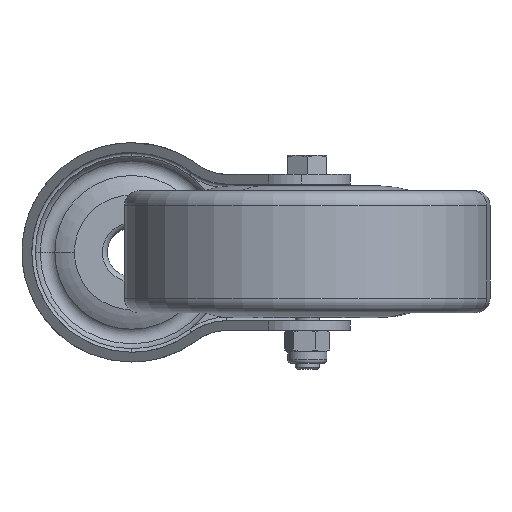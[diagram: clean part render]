
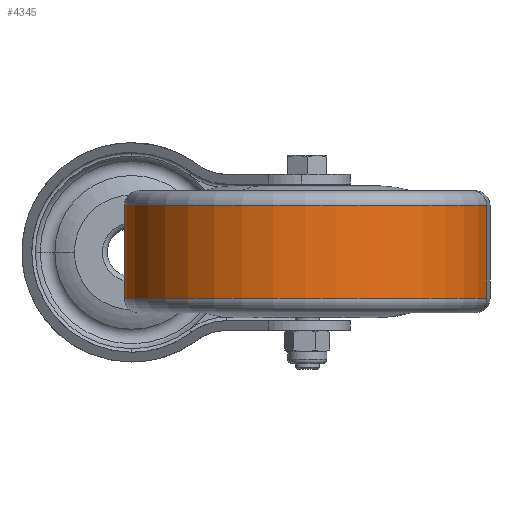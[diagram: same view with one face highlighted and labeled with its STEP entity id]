
A CAD part, front view. The second image highlights one B-rep face of the part: STEP entity #4345.
In plain terms, the highlighted cylindrical face has radius 37.5 mm (diameter 75 mm), a partial arc.
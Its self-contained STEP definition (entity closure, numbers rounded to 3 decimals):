
#171 = CARTESIAN_POINT ( 'NONE',  ( 72.834, -61.038, -9.389 ) ) ;
#258 = VERTEX_POINT ( 'NONE', #171 ) ;
#451 = CIRCLE ( 'NONE', #3082, 37.5 ) ;
#493 = DIRECTION ( 'NONE',  ( 0., 0., -1. ) ) ;
#855 = VECTOR ( 'NONE', #1568, 1000. ) ;
#902 = VERTEX_POINT ( 'NONE', #2006 ) ;
#1417 = EDGE_CURVE ( 'NONE', #4635, #258, #4095, .T. ) ;
#1568 = DIRECTION ( 'NONE',  ( 0., 0., -1. ) ) ;
#1625 = AXIS2_PLACEMENT_3D ( 'NONE', #4570, #4593, #5041 ) ;
#1715 = DIRECTION ( 'NONE',  ( -0.982, 0.188, 0. ) ) ;
#1758 = CARTESIAN_POINT ( 'NONE',  ( -0.834, -46.962, -9.389 ) ) ;
#2006 = CARTESIAN_POINT ( 'NONE',  ( -0.834, -46.962, 9.611 ) ) ;
#2065 = CYLINDRICAL_SURFACE ( 'NONE', #1625, 37.5 ) ;
#2180 = LINE ( 'NONE', #3155, #3931 ) ;
#2385 = ORIENTED_EDGE ( 'NONE', *, *, #4956, .T. ) ;
#2441 = VERTEX_POINT ( 'NONE', #4102 ) ;
#2530 = CARTESIAN_POINT ( 'NONE',  ( 36., -54., 9.611 ) ) ;
#2637 = DIRECTION ( 'NONE',  ( 0.982, -0.188, 0. ) ) ;
#2814 = EDGE_CURVE ( 'NONE', #2441, #258, #2180, .T. ) ;
#3033 = DIRECTION ( 'NONE',  ( 0., 0., -1. ) ) ;
#3079 = DIRECTION ( 'NONE',  ( 0., 0., 1. ) ) ;
#3082 = AXIS2_PLACEMENT_3D ( 'NONE', #2530, #3033, #1715 ) ;
#3155 = CARTESIAN_POINT ( 'NONE',  ( 72.834, -61.038, -9.889 ) ) ;
#3463 = ORIENTED_EDGE ( 'NONE', *, *, #1417, .T. ) ;
#3864 = CARTESIAN_POINT ( 'NONE',  ( -0.834, -46.962, -9.889 ) ) ;
#3931 = VECTOR ( 'NONE', #493, 1000. ) ;
#4095 = CIRCLE ( 'NONE', #4894, 37.5 ) ;
#4102 = CARTESIAN_POINT ( 'NONE',  ( 72.834, -61.038, 9.611 ) ) ;
#4345 = ADVANCED_FACE ( 'NONE', ( #4867 ), #2065, .T. ) ;
#4570 = CARTESIAN_POINT ( 'NONE',  ( 36., -54., -9.889 ) ) ;
#4593 = DIRECTION ( 'NONE',  ( 0., 0., -1. ) ) ;
#4635 = VERTEX_POINT ( 'NONE', #1758 ) ;
#4774 = ORIENTED_EDGE ( 'NONE', *, *, #5414, .T. ) ;
#4867 = FACE_OUTER_BOUND ( 'NONE', #5523, .T. ) ;
#4894 = AXIS2_PLACEMENT_3D ( 'NONE', #4942, #3079, #2637 ) ;
#4942 = CARTESIAN_POINT ( 'NONE',  ( 36., -54., -9.389 ) ) ;
#4956 = EDGE_CURVE ( 'NONE', #2441, #902, #451, .T. ) ;
#5041 = DIRECTION ( 'NONE',  ( -0.982, 0.188, 0. ) ) ;
#5317 = ORIENTED_EDGE ( 'NONE', *, *, #2814, .F. ) ;
#5414 = EDGE_CURVE ( 'NONE', #902, #4635, #5643, .T. ) ;
#5523 = EDGE_LOOP ( 'NONE', ( #5317, #2385, #4774, #3463 ) ) ;
#5643 = LINE ( 'NONE', #3864, #855 ) ;
